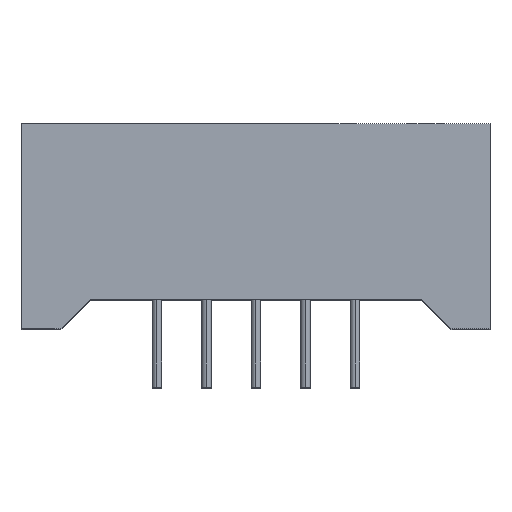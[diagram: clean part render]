
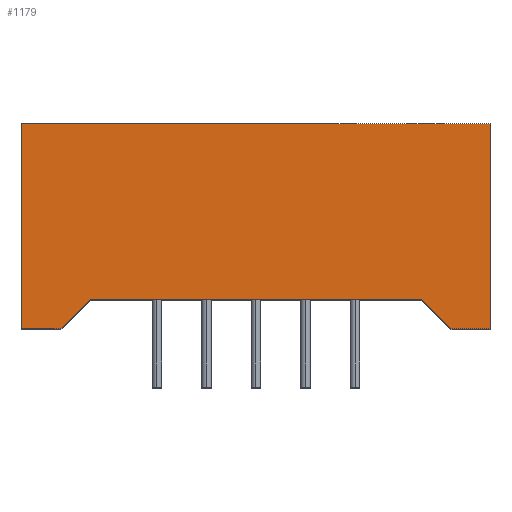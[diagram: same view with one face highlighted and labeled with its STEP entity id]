
A CAD part, top view. The second image highlights one B-rep face of the part: STEP entity #1179.
In plain terms, the highlighted planar face has unit normal (0, 0, 1).
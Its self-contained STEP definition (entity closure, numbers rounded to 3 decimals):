
#48 = CARTESIAN_POINT ( 'NONE',  ( 24., 0., 0. ) ) ;
#136 = VERTEX_POINT ( 'NONE', #1525 ) ;
#139 = CARTESIAN_POINT ( 'NONE',  ( 3.5, 1.5, 0. ) ) ;
#199 = CARTESIAN_POINT ( 'NONE',  ( 22., 0., 0. ) ) ;
#302 = VERTEX_POINT ( 'NONE', #48 ) ;
#307 = CARTESIAN_POINT ( 'NONE',  ( 24., 10.5, 0. ) ) ;
#311 = CARTESIAN_POINT ( 'NONE',  ( 0., 10.5, 0. ) ) ;
#438 = LINE ( 'NONE', #1023, #1473 ) ;
#457 = DIRECTION ( 'NONE',  ( 1., 0., 0. ) ) ;
#503 = VECTOR ( 'NONE', #2357, 1000. ) ;
#568 = DIRECTION ( 'NONE',  ( 0., -1., 0. ) ) ;
#653 = VERTEX_POINT ( 'NONE', #966 ) ;
#701 = LINE ( 'NONE', #1614, #1507 ) ;
#705 = DIRECTION ( 'NONE',  ( 0., 0., -1. ) ) ;
#855 = EDGE_CURVE ( 'NONE', #3092, #302, #438, .T. ) ;
#897 = ORIENTED_EDGE ( 'NONE', *, *, #2201, .F. ) ;
#910 = LINE ( 'NONE', #1468, #2444 ) ;
#958 = ORIENTED_EDGE ( 'NONE', *, *, #2267, .T. ) ;
#966 = CARTESIAN_POINT ( 'NONE',  ( 24., 10.5, 0. ) ) ;
#990 = VECTOR ( 'NONE', #1609, 1000. ) ;
#1023 = CARTESIAN_POINT ( 'NONE',  ( 0., 0., 0. ) ) ;
#1028 = CARTESIAN_POINT ( 'NONE',  ( 1., -1., 0. ) ) ;
#1075 = LINE ( 'NONE', #307, #2581 ) ;
#1179 = ADVANCED_FACE ( 'NONE', ( #2498 ), #1215, .F. ) ;
#1185 = VERTEX_POINT ( 'NONE', #139 ) ;
#1215 = PLANE ( 'NONE',  #1418 ) ;
#1232 = CARTESIAN_POINT ( 'NONE',  ( 0., 10.5, 0. ) ) ;
#1242 = DIRECTION ( 'NONE',  ( 1., 0., 0. ) ) ;
#1253 = DIRECTION ( 'NONE',  ( -1., 0., 0. ) ) ;
#1339 = CARTESIAN_POINT ( 'NONE',  ( 0., 10.5, 0. ) ) ;
#1355 = DIRECTION ( 'NONE',  ( 0., -1., 0. ) ) ;
#1370 = EDGE_CURVE ( 'NONE', #653, #302, #1075, .T. ) ;
#1418 = AXIS2_PLACEMENT_3D ( 'NONE', #1232, #705, #1253 ) ;
#1468 = CARTESIAN_POINT ( 'NONE',  ( 0., 10.5, 0. ) ) ;
#1473 = VECTOR ( 'NONE', #3296, 1000. ) ;
#1507 = VECTOR ( 'NONE', #2355, 1000. ) ;
#1525 = CARTESIAN_POINT ( 'NONE',  ( 2., 0., 0. ) ) ;
#1526 = VERTEX_POINT ( 'NONE', #1339 ) ;
#1572 = CARTESIAN_POINT ( 'NONE',  ( 20.5, 1.5, 0. ) ) ;
#1609 = DIRECTION ( 'NONE',  ( 0.707, -0.707, 0. ) ) ;
#1614 = CARTESIAN_POINT ( 'NONE',  ( 0., 1.5, 0. ) ) ;
#1662 = ORIENTED_EDGE ( 'NONE', *, *, #1949, .T. ) ;
#1784 = ORIENTED_EDGE ( 'NONE', *, *, #1937, .T. ) ;
#1937 = EDGE_CURVE ( 'NONE', #3288, #3092, #3216, .T. ) ;
#1949 = EDGE_CURVE ( 'NONE', #1526, #2992, #2494, .T. ) ;
#2201 = EDGE_CURVE ( 'NONE', #1526, #653, #910, .T. ) ;
#2258 = VECTOR ( 'NONE', #568, 1000. ) ;
#2267 = EDGE_CURVE ( 'NONE', #2992, #136, #2620, .T. ) ;
#2331 = EDGE_LOOP ( 'NONE', ( #1784, #2597, #2960, #897, #1662, #958, #2361, #2837 ) ) ;
#2355 = DIRECTION ( 'NONE',  ( 1., 0., 0. ) ) ;
#2357 = DIRECTION ( 'NONE',  ( 0.707, 0.707, 0. ) ) ;
#2361 = ORIENTED_EDGE ( 'NONE', *, *, #3290, .T. ) ;
#2444 = VECTOR ( 'NONE', #457, 1000. ) ;
#2494 = LINE ( 'NONE', #311, #2258 ) ;
#2498 = FACE_OUTER_BOUND ( 'NONE', #2331, .T. ) ;
#2581 = VECTOR ( 'NONE', #1355, 1000. ) ;
#2597 = ORIENTED_EDGE ( 'NONE', *, *, #855, .T. ) ;
#2620 = LINE ( 'NONE', #3048, #2694 ) ;
#2694 = VECTOR ( 'NONE', #1242, 1000. ) ;
#2698 = CARTESIAN_POINT ( 'NONE',  ( 0., 0., 0. ) ) ;
#2756 = EDGE_CURVE ( 'NONE', #1185, #3288, #701, .T. ) ;
#2837 = ORIENTED_EDGE ( 'NONE', *, *, #2756, .T. ) ;
#2960 = ORIENTED_EDGE ( 'NONE', *, *, #1370, .F. ) ;
#2992 = VERTEX_POINT ( 'NONE', #2698 ) ;
#3048 = CARTESIAN_POINT ( 'NONE',  ( 0., 0., 0. ) ) ;
#3092 = VERTEX_POINT ( 'NONE', #199 ) ;
#3128 = CARTESIAN_POINT ( 'NONE',  ( 11., 11., 0. ) ) ;
#3216 = LINE ( 'NONE', #3128, #990 ) ;
#3288 = VERTEX_POINT ( 'NONE', #1572 ) ;
#3289 = LINE ( 'NONE', #1028, #503 ) ;
#3290 = EDGE_CURVE ( 'NONE', #136, #1185, #3289, .T. ) ;
#3296 = DIRECTION ( 'NONE',  ( 1., 0., 0. ) ) ;
